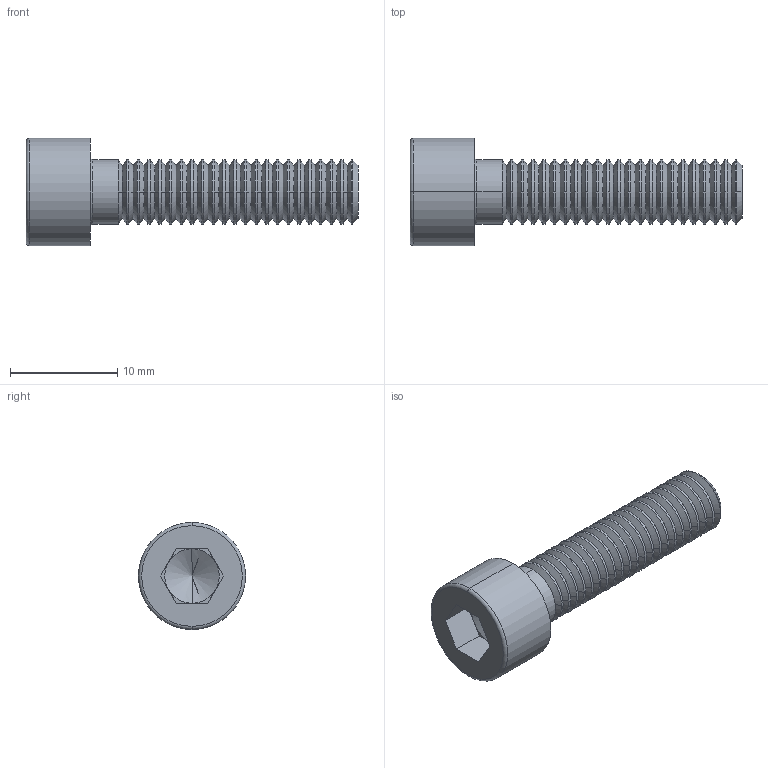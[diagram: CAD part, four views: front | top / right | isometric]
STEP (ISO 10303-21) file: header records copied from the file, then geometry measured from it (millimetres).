
FILE_DESCRIPTION (( 'STEP AP203' ), '1' );
FILE_NAME ('vis CHC M6-25_ISO 4762 M6 x 25 --- 25S_sldprt.STEP', '2017-12-12T20:34:45', ( '' ), ( '' ), 'SwSTEP 2.0', 'SolidWorks 2016', '' );
FILE_SCHEMA (( 'CONFIG_CONTROL_DESIGN' ));
Length unit declared in the file: millimetre
Products named in the file (1): vis CHC M6-25_ISO 4762 M6 x 25 --- 25S_sldprt
Bounding box: 31 x 10 x 10 mm (x, y, z)
Volume: 1014.2 mm3; surface area: 1047.7 mm2
Topology: 1 solids, 1 shells, 159 faces, 410 edges, 253 vertices
Faces by surface type: cone 92, cylinder 48, plane 15, torus 4
Entity records: 4967 total; most frequent: DIRECTION 972, CARTESIAN_POINT 821, ORIENTED_EDGE 816, EDGE_CURVE 408, AXIS2_PLACEMENT_3D 404, VERTEX_POINT 253, CIRCLE 244, VECTOR 164
